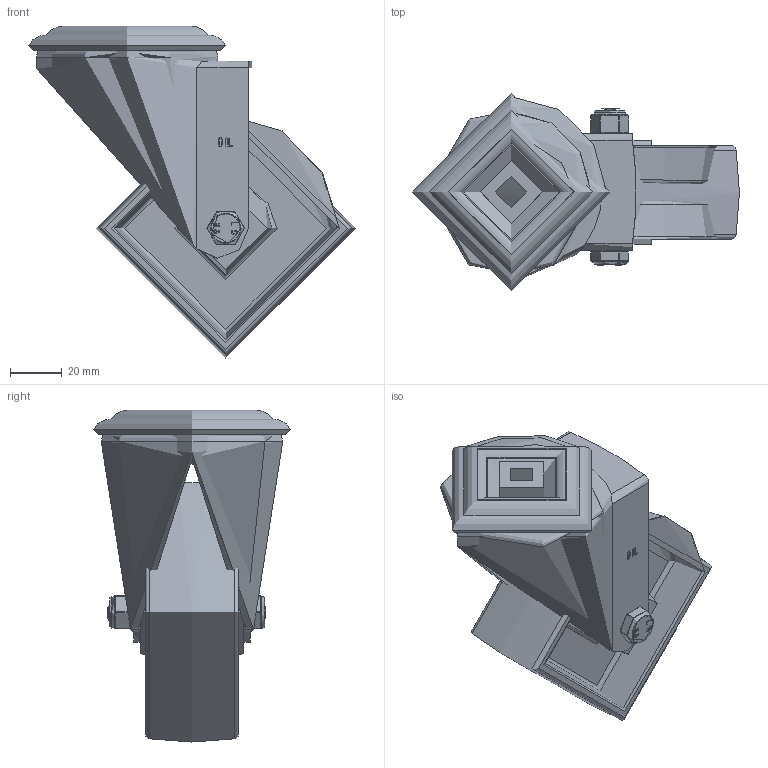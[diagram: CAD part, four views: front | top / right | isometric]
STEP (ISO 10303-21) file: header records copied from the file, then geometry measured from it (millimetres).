
FILE_DESCRIPTION(/* description */ ('','CAx-IF Rec.Pracs.---Representation and Presentation of Product Manufacturing Information (PMI)---4.0---2014-10-13'),/* implementation_level */ '2;1');
FILE_NAME(/* name */ 'BZMM100PLBH12BLK.step.step',/* time_stamp */ '2024-12-06T10:32:15Z',/* author */ (''),/* organization */ (''),/* preprocessor_version */ 'ST-DEVELOPER v20',/* originating_system */ 'Autodesk Translation Framework v13.20.0.188',/* authorisation */ '');
FILE_SCHEMA (('AP242_MANAGED_MODEL_BASED_3D_ENGINEERING_MIM_LF { 1 0 10303 442 1 1 4 }'));
Length unit declared in the file: millimetre
Products named in the file (14): BZMM100PLBH12BLK; BZMM100ASBH12 v1; ZINC PLATED PRESSED STEEL HEAD; ZINC PLATED, PRESSED STEEL FORKS; BZML100WPLBLK v1; POLYPROPYLENE WHEEL; TUBEM12X40 v1; ZINC PLATED STEEL TUBE; HEXBOLTM8X55Z8.8 v2; GRADE 8.8 ZINC PLATED BOLT; NYLOCM8Z v1; NYLOC NUT; NUT; RUBBER
Assembly tree (13 placements, depth 4):
  BZMM100PLBH12BLK
    BZMM100ASBH12 v1
      ZINC PLATED PRESSED STEEL HEAD
      ZINC PLATED, PRESSED STEEL FORKS
    BZML100WPLBLK v1
      POLYPROPYLENE WHEEL
    TUBEM12X40 v1
      ZINC PLATED STEEL TUBE
    HEXBOLTM8X55Z8.8 v2
      GRADE 8.8 ZINC PLATED BOLT
    NYLOCM8Z v1
      NYLOC NUT
        NUT
        RUBBER
Bounding box: 126 x 76 x 128 mm (x, y, z)
Volume: 199332.3 mm3; surface area: 85809.9 mm2
Topology: 7 solids, 7 shells, 335 faces, 790 edges, 492 vertices
Faces by surface type: cylinder 122, plane 108, bspline 39, torus 30, sphere 24, cone 12
Full cylindrical faces by diameter (mm): 0.664 x2, 6.446 x7, 7.866 x13, 8 x3, 8.2 x2, 8.4 x1, 8.6 x2, 11.5 x1, 11.9 x1, 12.1 x1, 12.2 x2, 21.313 x1, 24 x3, 38 x1, 49.5 x1, 65 x1, 70 x1, 72 x1
Entity records: 15750 total; most frequent: CARTESIAN_POINT 7925, ORIENTED_EDGE 1568, DIRECTION 1531, EDGE_CURVE 784, AXIS2_PLACEMENT_3D 605, VERTEX_POINT 492, EDGE_LOOP 380, FACE_OUTER_BOUND 335
